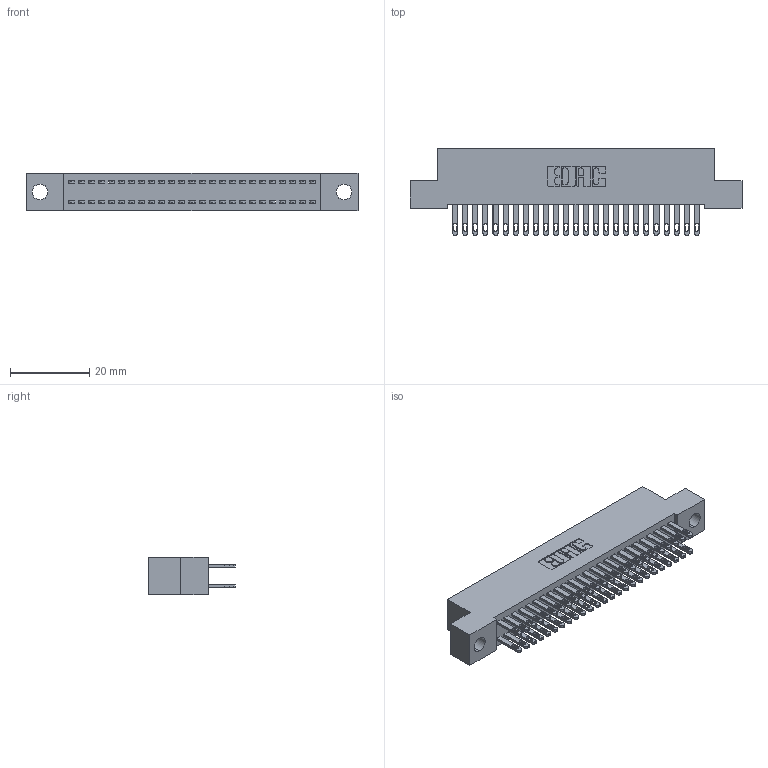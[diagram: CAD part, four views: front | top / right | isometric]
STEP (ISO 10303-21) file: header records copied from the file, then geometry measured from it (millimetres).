
FILE_DESCRIPTION (( 'STEP AP203' ), '1' );
FILE_NAME ('342-050-500-204.STEP', '2018-08-12T19:19:10', ( '' ), ( '' ), 'SwSTEP 2.0', 'SolidWorks 2016', '' );
FILE_SCHEMA (( 'CONFIG_CONTROL_DESIGN' ));
Length unit declared in the file: inch
Products named in the file (3): 342 Part_.156 TH; 345-292-001_345-293-100; 342-050-500-204
Assembly tree (51 placements, depth 2):
  342-050-500-204
    342 Part_.156 TH
    345-292-001_345-293-100  x50
Bounding box: 83.82 x 21.85 x 9.4 mm (x, y, z)
Volume: 7516.5 mm3; surface area: 12119 mm2
Topology: 51 solids, 51 shells, 2510 faces, 7649 edges, 5098 vertices
Faces by surface type: plane 1566, cylinder 944
Entity records: 18083 total; most frequent: CARTESIAN_POINT 3014, ORIENTED_EDGE 2950, DIRECTION 2607, EDGE_CURVE 1475, LINE 1343, VECTOR 1343, VERTEX_POINT 982, AXIS2_PLACEMENT_3D 632
